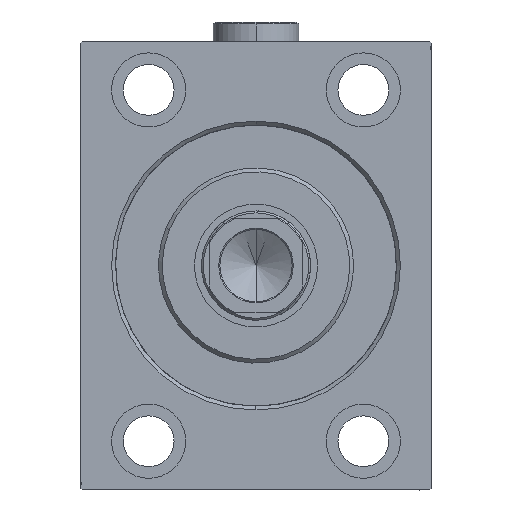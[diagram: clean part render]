
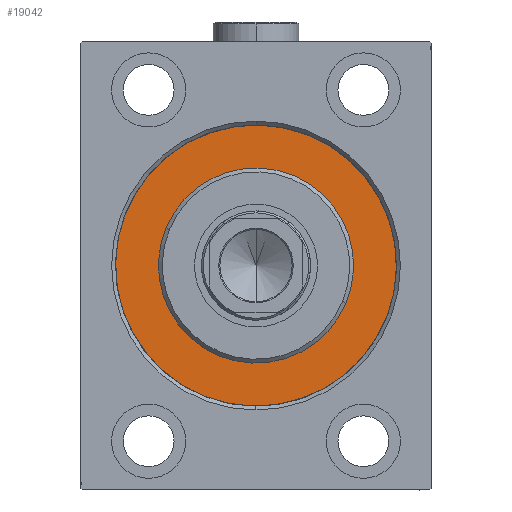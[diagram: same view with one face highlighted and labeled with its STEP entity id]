
A CAD part, left-side view. The second image highlights one B-rep face of the part: STEP entity #19042.
In plain terms, the highlighted face is planar.
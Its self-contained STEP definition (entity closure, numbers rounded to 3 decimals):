
#1059 = AXIS2_PLACEMENT_3D ( 'NONE', #38128, #6715, #20717 ) ;
#3476 = VERTEX_POINT ( 'NONE', #40221 ) ;
#5200 = CARTESIAN_POINT ( 'NONE',  ( 0., 0., 0. ) ) ;
#6374 = ORIENTED_EDGE ( 'NONE', *, *, #43032, .F. ) ;
#6715 = DIRECTION ( 'NONE',  ( -1., 0., 0. ) ) ;
#7137 = EDGE_LOOP ( 'NONE', ( #44730, #6374 ) ) ;
#9622 = AXIS2_PLACEMENT_3D ( 'NONE', #20634, #34598, #30939 ) ;
#12670 = DIRECTION ( 'NONE',  ( 1., 0., 0. ) ) ;
#13235 = ORIENTED_EDGE ( 'NONE', *, *, #19500, .F. ) ;
#14502 = VERTEX_POINT ( 'NONE', #20475 ) ;
#14953 = CIRCLE ( 'NONE', #23755, 36. ) ;
#16239 = EDGE_CURVE ( 'NONE', #33022, #3476, #43536, .T. ) ;
#17186 = CIRCLE ( 'NONE', #1059, 36. ) ;
#18509 = DIRECTION ( 'NONE',  ( -1., 0., 0. ) ) ;
#18971 = DIRECTION ( 'NONE',  ( 0., 0., 1. ) ) ;
#19028 = EDGE_CURVE ( 'NONE', #44926, #14502, #14953, .T. ) ;
#19042 = ADVANCED_FACE ( 'NONE', ( #36607, #29504 ), #43460, .F. ) ;
#19192 = DIRECTION ( 'NONE',  ( -1., 0., 0. ) ) ;
#19500 = EDGE_CURVE ( 'NONE', #14502, #44926, #17186, .T. ) ;
#19791 = CARTESIAN_POINT ( 'NONE',  ( 0., 0., 0. ) ) ;
#20101 = AXIS2_PLACEMENT_3D ( 'NONE', #5200, #18509, #22394 ) ;
#20475 = CARTESIAN_POINT ( 'NONE',  ( 0., 0., -36. ) ) ;
#20634 = CARTESIAN_POINT ( 'NONE',  ( 0., 0., 0. ) ) ;
#20717 = DIRECTION ( 'NONE',  ( 0., 0., 1. ) ) ;
#20788 = CARTESIAN_POINT ( 'NONE',  ( 0., 0., 25. ) ) ;
#21335 = CIRCLE ( 'NONE', #9622, 25. ) ;
#22394 = DIRECTION ( 'NONE',  ( 0., 0., 1. ) ) ;
#23755 = AXIS2_PLACEMENT_3D ( 'NONE', #32703, #19192, #18971 ) ;
#29504 = FACE_OUTER_BOUND ( 'NONE', #32795, .T. ) ;
#30939 = DIRECTION ( 'NONE',  ( 0., 0., -1. ) ) ;
#32703 = CARTESIAN_POINT ( 'NONE',  ( 0., 0., 0. ) ) ;
#32795 = EDGE_LOOP ( 'NONE', ( #13235, #39622 ) ) ;
#33022 = VERTEX_POINT ( 'NONE', #20788 ) ;
#33358 = CARTESIAN_POINT ( 'NONE',  ( 0., 0., 36. ) ) ;
#34443 = DIRECTION ( 'NONE',  ( 0., 0., -1. ) ) ;
#34598 = DIRECTION ( 'NONE',  ( 1., 0., 0. ) ) ;
#35499 = AXIS2_PLACEMENT_3D ( 'NONE', #19791, #12670, #34443 ) ;
#36607 = FACE_BOUND ( 'NONE', #7137, .T. ) ;
#38128 = CARTESIAN_POINT ( 'NONE',  ( 0., 0., 0. ) ) ;
#39622 = ORIENTED_EDGE ( 'NONE', *, *, #19028, .F. ) ;
#40221 = CARTESIAN_POINT ( 'NONE',  ( 0., 0., -25. ) ) ;
#43032 = EDGE_CURVE ( 'NONE', #3476, #33022, #21335, .T. ) ;
#43460 = PLANE ( 'NONE',  #20101 ) ;
#43536 = CIRCLE ( 'NONE', #35499, 25. ) ;
#44730 = ORIENTED_EDGE ( 'NONE', *, *, #16239, .F. ) ;
#44926 = VERTEX_POINT ( 'NONE', #33358 ) ;
